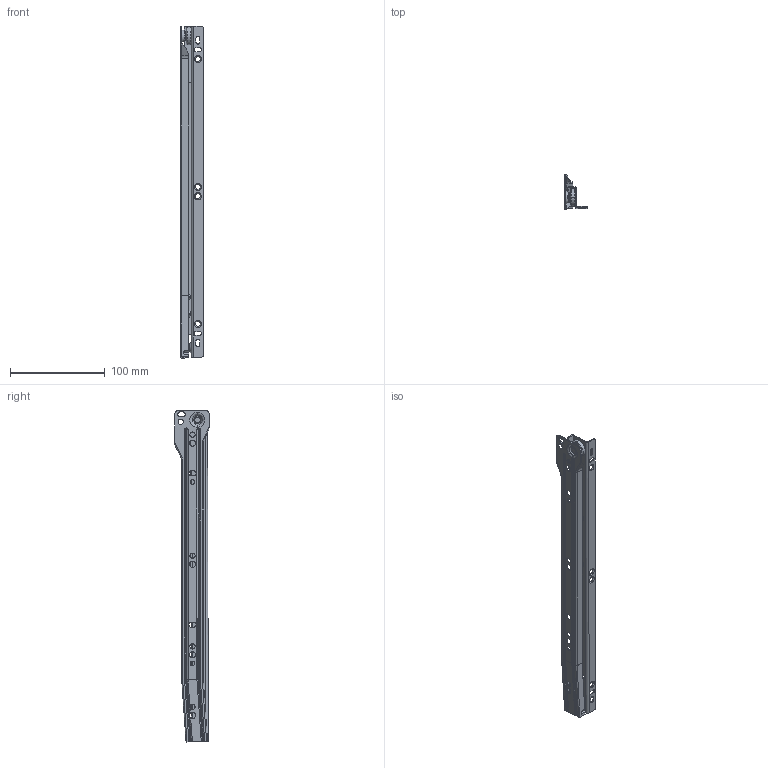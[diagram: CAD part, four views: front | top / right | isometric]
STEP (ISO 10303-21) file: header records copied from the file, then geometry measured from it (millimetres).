
FILE_DESCRIPTION (( 'STEP AP214' ), '1' );
FILE_NAME ('FR_1921.0350mm_14inch_closed_left.STEP', '2022-11-07T06:34:00', ( '' ), ( '' ), 'SwSTEP 2.0', 'SolidWorks 2020', '' );
FILE_SCHEMA (( 'AUTOMOTIVE_DESIGN' ));
Length unit declared in the file: millimetre
Products named in the file (9): 1921 DRAWER ROLLER; 1921.XXX-01.C022_NL  350; 1921 CABINET ROLLER; 1921 DRAWER RIVET; FR_1921.0350mm_14inch_closed_left; 1921.XXX-03.C022_NL  350; 1921 CABINET RIVET
Assembly tree (8 placements, depth 3):
  FR_1921.0350mm_14inch_closed_left
    1921.XXX-01.C022_NL  350
      1921.XXX-01.C022_NL  350
      1921 CABINET RIVET
      1921 CABINET ROLLER
    1921.XXX-03.C022_NL  350
      1921.XXX-03.C022_NL  350
      1921 DRAWER RIVET
      1921 DRAWER ROLLER
Bounding box: 23.9 x 37 x 351.09 mm (x, y, z)
Volume: 32053.1 mm3; surface area: 54994 mm2
Topology: 6 solids, 6 shells, 389 faces, 974 edges, 602 vertices
Faces by surface type: cylinder 173, plane 131, cone 47, torus 32, bspline 6
Entity records: 12297 total; most frequent: CARTESIAN_POINT 2482, DIRECTION 2094, ORIENTED_EDGE 1938, EDGE_CURVE 969, AXIS2_PLACEMENT_3D 799, VERTEX_POINT 602, LINE 496, VECTOR 496
